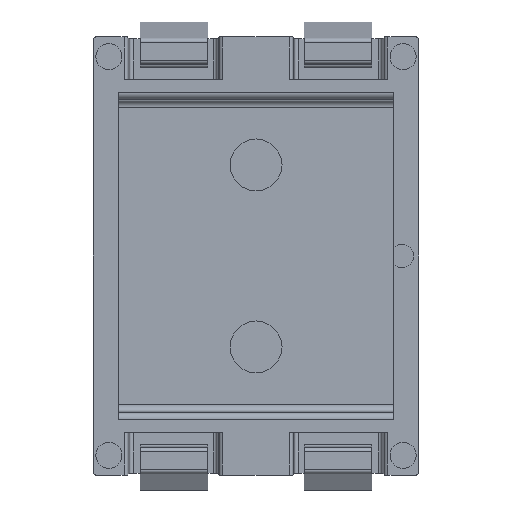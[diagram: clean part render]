
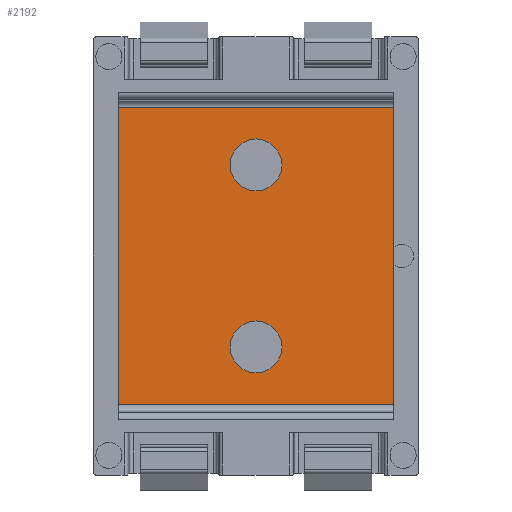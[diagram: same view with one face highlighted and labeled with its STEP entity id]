
A CAD part, front view. The second image highlights one B-rep face of the part: STEP entity #2192.
In plain terms, the highlighted planar face has unit normal (0, -1, 0).
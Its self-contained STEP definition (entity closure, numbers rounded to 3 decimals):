
#124=CIRCLE('',#2376,2.);
#125=CIRCLE('',#2377,2.);
#371=ORIENTED_EDGE('',*,*,#999,.T.);
#372=ORIENTED_EDGE('',*,*,#1000,.T.);
#373=ORIENTED_EDGE('',*,*,#992,.F.);
#374=ORIENTED_EDGE('',*,*,#1001,.F.);
#375=ORIENTED_EDGE('',*,*,#862,.T.);
#376=ORIENTED_EDGE('',*,*,#998,.T.);
#862=EDGE_CURVE('',#1193,#1192,#1410,.T.);
#992=EDGE_CURVE('',#1299,#1300,#1499,.T.);
#998=EDGE_CURVE('',#1192,#1300,#1503,.T.);
#999=EDGE_CURVE('',#1303,#1303,#124,.F.);
#1000=EDGE_CURVE('',#1304,#1304,#125,.F.);
#1001=EDGE_CURVE('',#1193,#1299,#1504,.T.);
#1192=VERTEX_POINT('',#3266);
#1193=VERTEX_POINT('',#3268);
#1299=VERTEX_POINT('',#3518);
#1300=VERTEX_POINT('',#3520);
#1303=VERTEX_POINT('',#3534);
#1304=VERTEX_POINT('',#3536);
#1410=LINE('',#3267,#1622);
#1499=LINE('',#3519,#1711);
#1503=LINE('',#3531,#1715);
#1504=LINE('',#3537,#1716);
#1622=VECTOR('',#2565,1000.);
#1711=VECTOR('',#2766,1000.);
#1715=VECTOR('',#2780,1000.);
#1716=VECTOR('',#2787,1000.);
#1855=EDGE_LOOP('',(#371));
#1856=EDGE_LOOP('',(#372));
#1857=EDGE_LOOP('',(#373,#374,#375,#376));
#1993=FACE_BOUND('',#1855,.T.);
#1994=FACE_BOUND('',#1856,.T.);
#1995=FACE_BOUND('',#1857,.T.);
#2122=PLANE('',#2375);
#2192=ADVANCED_FACE('',(#1993,#1994,#1995),#2122,.T.);
#2375=AXIS2_PLACEMENT_3D('',#3532,#2781,#2782);
#2376=AXIS2_PLACEMENT_3D('',#3533,#2783,#2784);
#2377=AXIS2_PLACEMENT_3D('',#3535,#2785,#2786);
#2565=DIRECTION('',(0.,0.,1.));
#2766=DIRECTION('',(0.,0.,1.));
#2780=DIRECTION('',(-1.,0.,0.));
#2781=DIRECTION('',(0.,-1.,0.));
#2782=DIRECTION('',(0.,0.,-1.));
#2783=DIRECTION('',(0.,-1.,0.));
#2784=DIRECTION('',(0.,0.,-1.));
#2785=DIRECTION('',(0.,-1.,0.));
#2786=DIRECTION('',(0.,0.,-1.));
#2787=DIRECTION('',(-1.,0.,0.));
#3266=CARTESIAN_POINT('',(10.592,3.3,11.436));
#3267=CARTESIAN_POINT('',(10.592,3.3,-11.436));
#3268=CARTESIAN_POINT('',(10.592,3.3,-11.436));
#3518=CARTESIAN_POINT('',(-10.592,3.3,-11.436));
#3519=CARTESIAN_POINT('',(-10.592,3.3,-11.436));
#3520=CARTESIAN_POINT('',(-10.592,3.3,11.436));
#3531=CARTESIAN_POINT('',(10.592,3.3,11.436));
#3532=CARTESIAN_POINT('',(10.592,3.3,-11.436));
#3533=CARTESIAN_POINT('',(0.,3.3,7.));
#3534=CARTESIAN_POINT('',(0.,3.3,5.));
#3535=CARTESIAN_POINT('',(0.,3.3,-7.));
#3536=CARTESIAN_POINT('',(0.,3.3,-9.));
#3537=CARTESIAN_POINT('',(10.592,3.3,-11.436));
